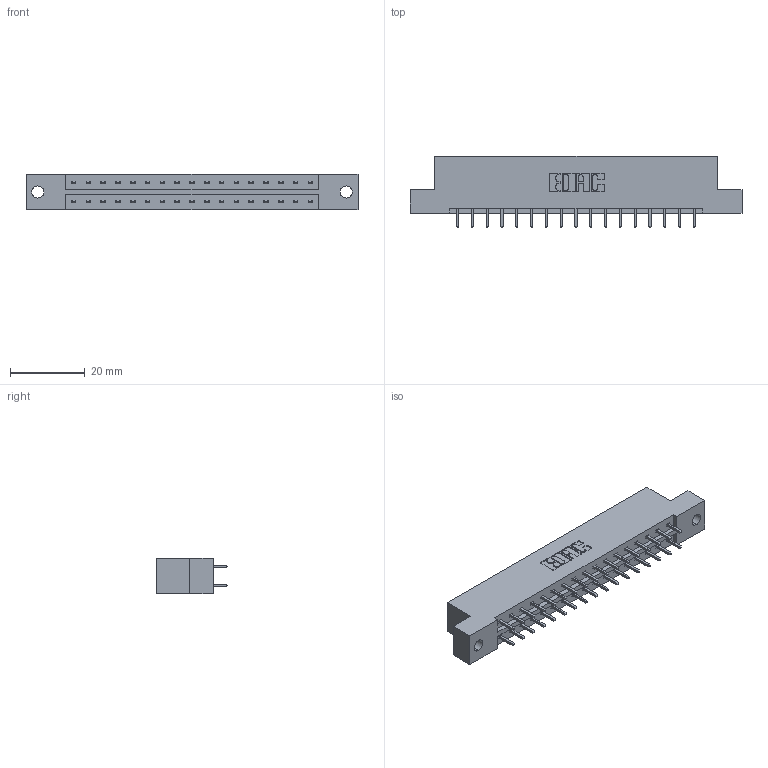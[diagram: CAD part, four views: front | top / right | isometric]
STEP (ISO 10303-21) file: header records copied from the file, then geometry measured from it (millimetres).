
FILE_DESCRIPTION (( 'STEP AP203' ), '1' );
FILE_NAME ('833-034-521-202.STEP', '2020-06-02T21:28:46', ( '' ), ( '' ), 'SwSTEP 2.0', 'SolidWorks 2020', '' );
FILE_SCHEMA (( 'CONFIG_CONTROL_DESIGN' ));
Length unit declared in the file: inch
Products named in the file (3): 833-034-521-202; 345-292-001_345-293-121; 833 Part_Flush - .128 Dia
Assembly tree (35 placements, depth 2):
  833-034-521-202
    833 Part_Flush - .128 Dia
    345-292-001_345-293-121  x34
Bounding box: 88.9 x 19.06 x 9.4 mm (x, y, z)
Volume: 8791.8 mm3; surface area: 9754.4 mm2
Topology: 35 solids, 35 shells, 1882 faces, 5581 edges, 3674 vertices
Faces by surface type: plane 1294, cylinder 588
Entity records: 14191 total; most frequent: CARTESIAN_POINT 2382, ORIENTED_EDGE 2318, DIRECTION 2079, EDGE_CURVE 1159, VECTOR 1031, LINE 1031, VERTEX_POINT 770, AXIS2_PLACEMENT_3D 524
